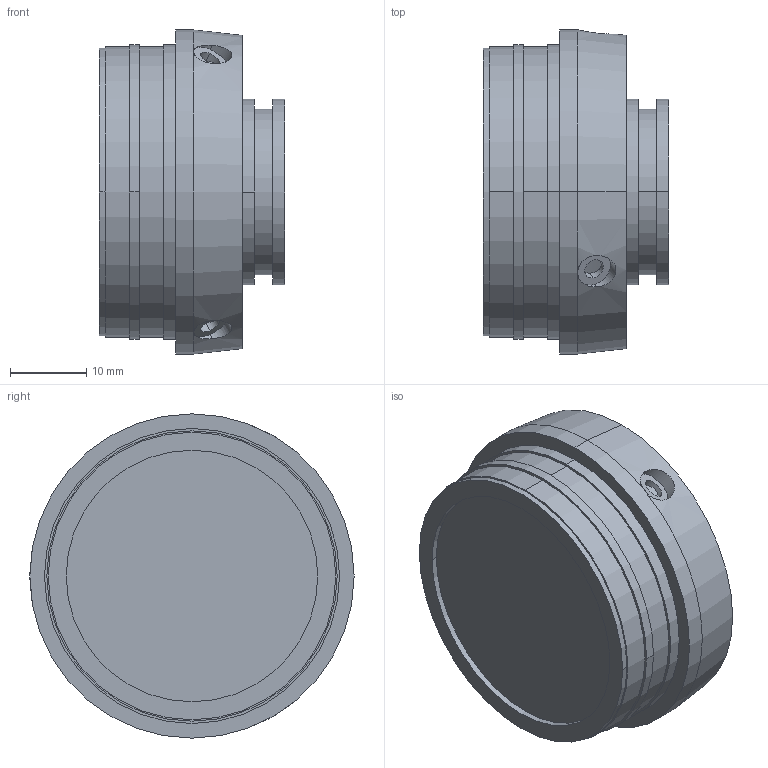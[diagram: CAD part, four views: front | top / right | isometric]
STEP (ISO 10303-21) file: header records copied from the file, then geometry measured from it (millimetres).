
FILE_DESCRIPTION (( 'STEP AP203' ), '1' );
FILE_NAME ('Motor_Gear_Housing_Default_sldprt.STEP', '2020-08-14T00:47:55', ( '' ), ( '' ), 'SwSTEP 2.0', 'SolidWorks 2017', '' );
FILE_SCHEMA (( 'CONFIG_CONTROL_DESIGN' ));
Length unit declared in the file: millimetre
Products named in the file (1): Motor_Gear_Housing_Default_sldprt
Bounding box: 24.3 x 42.55 x 42.55 mm (x, y, z)
Volume: 24089.8 mm3; surface area: 6299.4 mm2
Topology: 1 solids, 1 shells, 68 faces, 141 edges, 91 vertices
Faces by surface type: cylinder 46, plane 18, cone 4
Entity records: 2183 total; most frequent: CARTESIAN_POINT 617, DIRECTION 336, ORIENTED_EDGE 282, AXIS2_PLACEMENT_3D 146, EDGE_CURVE 141, VERTEX_POINT 91, EDGE_LOOP 84, CIRCLE 77
